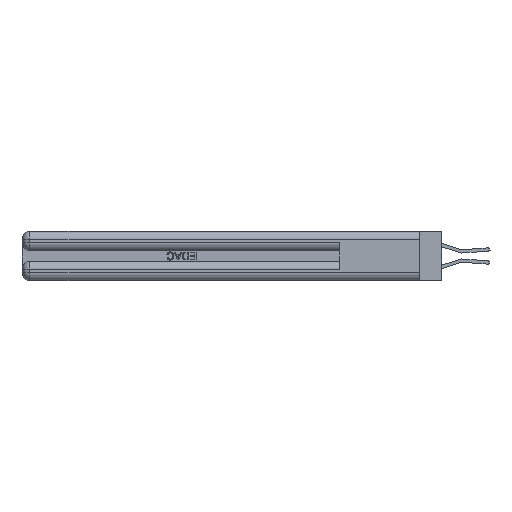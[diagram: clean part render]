
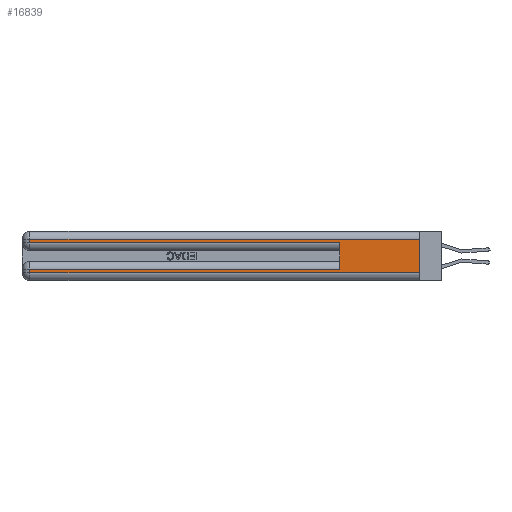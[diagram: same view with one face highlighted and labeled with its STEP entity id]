
A CAD part, left-side view. The second image highlights one B-rep face of the part: STEP entity #16839.
In plain terms, the highlighted planar face has unit normal (-1, 0, 0).
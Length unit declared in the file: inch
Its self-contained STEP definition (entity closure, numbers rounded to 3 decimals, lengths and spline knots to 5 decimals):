
#1037 = LINE ( 'NONE', #17591, #24126 ) ;
#1677 = LINE ( 'NONE', #13369, #32805 ) ;
#1797 = CARTESIAN_POINT ( 'NONE',  ( 0., 0.6, 0.145 ) ) ;
#3800 = EDGE_CURVE ( 'NONE', #33305, #30168, #8125, .T. ) ;
#5024 = ORIENTED_EDGE ( 'NONE', *, *, #12264, .F. ) ;
#5578 = PLANE ( 'NONE',  #37609 ) ;
#5936 = EDGE_CURVE ( 'NONE', #26235, #33305, #36304, .T. ) ;
#6335 = CARTESIAN_POINT ( 'NONE',  ( 0., 0.6, 0.085 ) ) ;
#8125 = LINE ( 'NONE', #38758, #23166 ) ;
#9051 = FACE_OUTER_BOUND ( 'NONE', #24111, .T. ) ;
#9452 = CARTESIAN_POINT ( 'NONE',  ( 0., 0., 0.06 ) ) ;
#10585 = VERTEX_POINT ( 'NONE', #11050 ) ;
#11050 = CARTESIAN_POINT ( 'NONE',  ( 0., 0., 0.31 ) ) ;
#11486 = CARTESIAN_POINT ( 'NONE',  ( 0., 0., 0.37 ) ) ;
#11615 = DIRECTION ( 'NONE',  ( 0., 0., -1. ) ) ;
#11622 = VECTOR ( 'NONE', #12495, 39.37008 ) ;
#11631 = ORIENTED_EDGE ( 'NONE', *, *, #25921, .T. ) ;
#11729 = DIRECTION ( 'NONE',  ( 0., 0., -1. ) ) ;
#12137 = ORIENTED_EDGE ( 'NONE', *, *, #5936, .T. ) ;
#12264 = EDGE_CURVE ( 'NONE', #10585, #12554, #1677, .T. ) ;
#12495 = DIRECTION ( 'NONE',  ( 0., -1., 0. ) ) ;
#12554 = VERTEX_POINT ( 'NONE', #17572 ) ;
#12800 = VECTOR ( 'NONE', #17966, 39.37008 ) ;
#13098 = ORIENTED_EDGE ( 'NONE', *, *, #3800, .T. ) ;
#13369 = CARTESIAN_POINT ( 'NONE',  ( 0., 0., 0.37 ) ) ;
#14802 = CARTESIAN_POINT ( 'NONE',  ( 0., 0., 0.31 ) ) ;
#15084 = LINE ( 'NONE', #14802, #38187 ) ;
#15876 = ORIENTED_EDGE ( 'NONE', *, *, #27357, .T. ) ;
#16072 = EDGE_CURVE ( 'NONE', #26235, #32023, #18522, .T. ) ;
#16839 = ADVANCED_FACE ( 'NONE', ( #9051 ), #5578, .F. ) ;
#17572 = CARTESIAN_POINT ( 'NONE',  ( 0., 0., 0.06 ) ) ;
#17591 = CARTESIAN_POINT ( 'NONE',  ( 0., 2.94, 0.37 ) ) ;
#17966 = DIRECTION ( 'NONE',  ( 0., -1., 0. ) ) ;
#18522 = LINE ( 'NONE', #1797, #34562 ) ;
#19030 = VERTEX_POINT ( 'NONE', #27173 ) ;
#20600 = DIRECTION ( 'NONE',  ( 0., 0., -1. ) ) ;
#20846 = EDGE_CURVE ( 'NONE', #30168, #12554, #35686, .T. ) ;
#23166 = VECTOR ( 'NONE', #11729, 39.37008 ) ;
#23996 = CARTESIAN_POINT ( 'NONE',  ( 0., 0., 0.285 ) ) ;
#24111 = EDGE_LOOP ( 'NONE', ( #5024, #15876, #11631, #37586, #25294, #12137, #13098, #25790 ) ) ;
#24126 = VECTOR ( 'NONE', #20600, 39.37008 ) ;
#25294 = ORIENTED_EDGE ( 'NONE', *, *, #16072, .F. ) ;
#25790 = ORIENTED_EDGE ( 'NONE', *, *, #20846, .T. ) ;
#25921 = EDGE_CURVE ( 'NONE', #37569, #19030, #1037, .T. ) ;
#26204 = CARTESIAN_POINT ( 'NONE',  ( 0., 2.94, 0.085 ) ) ;
#26235 = VERTEX_POINT ( 'NONE', #6335 ) ;
#26769 = DIRECTION ( 'NONE',  ( 0., 1., 0. ) ) ;
#27173 = CARTESIAN_POINT ( 'NONE',  ( 0., 2.94, 0.285 ) ) ;
#27357 = EDGE_CURVE ( 'NONE', #10585, #37569, #15084, .T. ) ;
#27409 = EDGE_CURVE ( 'NONE', #19030, #32023, #37244, .T. ) ;
#28251 = VECTOR ( 'NONE', #38250, 39.37008 ) ;
#28753 = CARTESIAN_POINT ( 'NONE',  ( 0., 2.94, 0.06 ) ) ;
#29129 = CARTESIAN_POINT ( 'NONE',  ( 0., 0., 0.085 ) ) ;
#29645 = DIRECTION ( 'NONE',  ( 1., 0., 0. ) ) ;
#30168 = VERTEX_POINT ( 'NONE', #28753 ) ;
#31551 = CARTESIAN_POINT ( 'NONE',  ( 0., 0.6, 0.285 ) ) ;
#32023 = VERTEX_POINT ( 'NONE', #31551 ) ;
#32805 = VECTOR ( 'NONE', #34449, 39.37008 ) ;
#33305 = VERTEX_POINT ( 'NONE', #26204 ) ;
#34449 = DIRECTION ( 'NONE',  ( 0., 0., -1. ) ) ;
#34562 = VECTOR ( 'NONE', #35007, 39.37008 ) ;
#35007 = DIRECTION ( 'NONE',  ( 0., 0., 1. ) ) ;
#35686 = LINE ( 'NONE', #9452, #11622 ) ;
#36304 = LINE ( 'NONE', #29129, #28251 ) ;
#37244 = LINE ( 'NONE', #23996, #12800 ) ;
#37569 = VERTEX_POINT ( 'NONE', #38815 ) ;
#37586 = ORIENTED_EDGE ( 'NONE', *, *, #27409, .T. ) ;
#37609 = AXIS2_PLACEMENT_3D ( 'NONE', #11486, #29645, #11615 ) ;
#38187 = VECTOR ( 'NONE', #26769, 39.37008 ) ;
#38250 = DIRECTION ( 'NONE',  ( 0., 1., 0. ) ) ;
#38758 = CARTESIAN_POINT ( 'NONE',  ( 0., 2.94, 0.37 ) ) ;
#38815 = CARTESIAN_POINT ( 'NONE',  ( 0., 2.94, 0.31 ) ) ;
